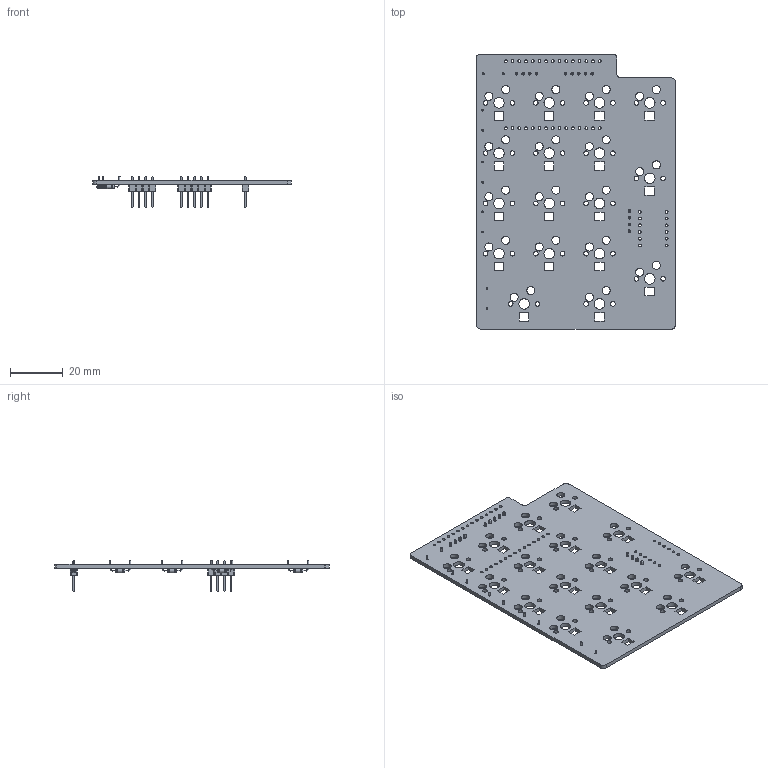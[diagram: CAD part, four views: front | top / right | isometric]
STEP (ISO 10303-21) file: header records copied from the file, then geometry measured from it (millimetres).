
FILE_DESCRIPTION(('KiCad electronic assembly'),'2;1');
FILE_NAME('numpad_PCB_V1.step','2024-08-24T22:44:21',('Pcbnew'),('Kicad' ),'Open CASCADE STEP processor 7.6','KiCad to STEP converter', 'Unknown');
FILE_SCHEMA(('AUTOMOTIVE_DESIGN { 1 0 10303 214 1 1 1 1 }'));
Length unit declared in the file: millimetre
Products named in the file (5): numpad_PCB_V1 1; PinHeader_1x04_P2.54mm_Vertical; R_Axial_DIN0204_L3.6mm_D1.6mm_P7.62mm_Horizontal; PinHeader_1x05_P2.54mm_Vertical; numpad_PCB
Assembly tree (9 placements, depth 2):
  numpad_PCB_V1 1
    PinHeader_1x04_P2.54mm_Vertical  x2
    R_Axial_DIN0204_L3.6mm_D1.6mm_P7.62mm_Horizontal  x5
    PinHeader_1x05_P2.54mm_Vertical
    numpad_PCB
Bounding box: 75.4 x 103.97 x 11.54 mm (x, y, z)
Volume: 10651.3 mm3; surface area: 16849.3 mm2
Topology: 9 solids, 9 shells, 647 faces, 1615 edges, 1032 vertices
Faces by surface type: plane 436, cylinder 191, torus 20
Full cylindrical faces by diameter (mm): 0.5 x20, 0.7 x10, 1 x13, 1.016 x12, 1.02 x30, 1.44 x5, 1.6 x10, 1.75 x34, 3.05 x34, 4 x17
Entity records: 15544 total; most frequent: DIRECTION 2579, CARTESIAN_POINT 2578, ORIENTED_EDGE 2538, EDGE_CURVE 1269, LINE 937, VECTOR 937, FACE_BOUND 835, EDGE_LOOP 835
